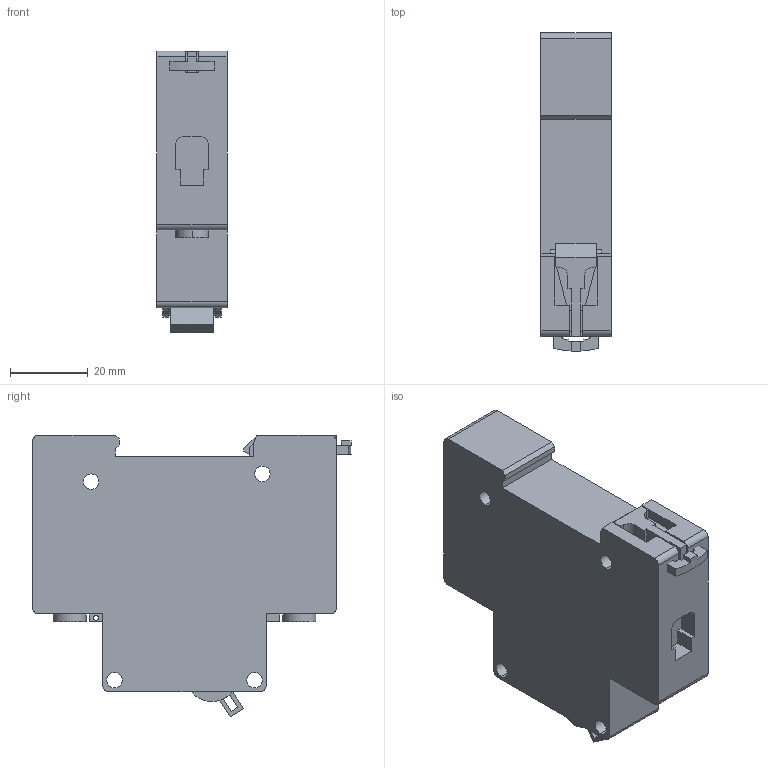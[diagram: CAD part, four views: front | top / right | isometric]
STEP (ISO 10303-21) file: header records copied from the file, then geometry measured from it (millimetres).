
FILE_DESCRIPTION (( 'STEP AP203' ), '1' );
FILE_NAME ('臍 47-29 1P EKF Basic.STEP', '2016-11-11T13:16:02', ( '' ), ( '' ), 'SwSTEP 2.0', 'SolidWorks 2014', '' );
FILE_SCHEMA (( 'CONFIG_CONTROL_DESIGN' ));
Length unit declared in the file: millimetre
Products named in the file (6): âûêëþ÷àòåëü; 櫻蠉錪2-1; 櫻蠉錪1-1; 臍 47-29 1P EKF Basic; 臍 47-29 EKF Basic-1; øëÿïêà âèíòà(00)
Assembly tree (6 placements, depth 2):
  臍 47-29 1P EKF Basic
    臍 47-29 EKF Basic-1
    øëÿïêà âèíòà(00)  x2
    âûêëþ÷àòåëü
    櫻蠉錪2-1
    櫻蠉錪1-1
Bounding box: 18 x 81.85 x 72.49 mm (x, y, z)
Volume: 76195.8 mm3; surface area: 18103.5 mm2
Topology: 8 solids, 8 shells, 241 faces, 632 edges, 418 vertices
Faces by surface type: plane 183, cylinder 58
Entity records: 7574 total; most frequent: CARTESIAN_POINT 1214, DIRECTION 1180, ORIENTED_EDGE 1180, EDGE_CURVE 590, VECTOR 468, LINE 468, VERTEX_POINT 390, AXIS2_PLACEMENT_3D 356
